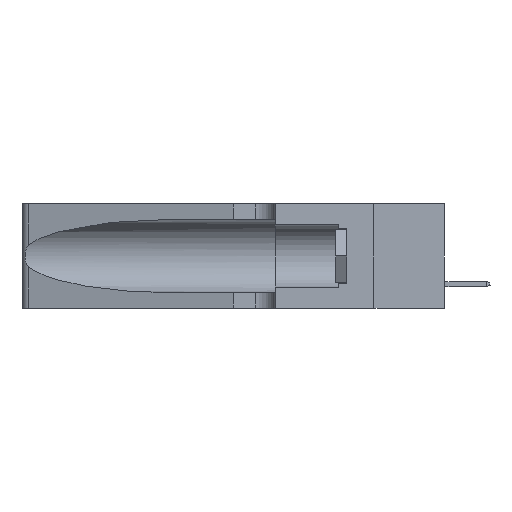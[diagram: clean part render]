
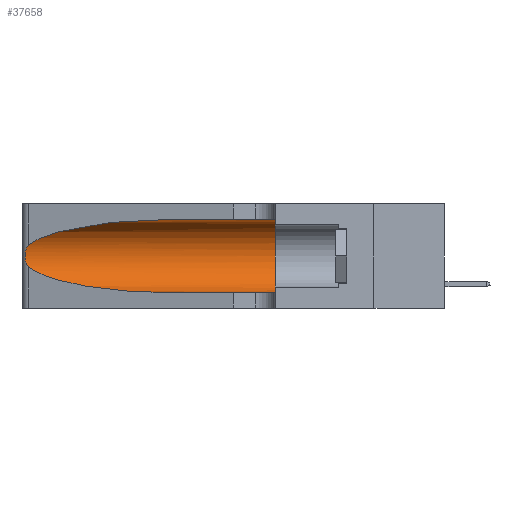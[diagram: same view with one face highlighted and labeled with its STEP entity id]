
A CAD part, left-side view. The second image highlights one B-rep face of the part: STEP entity #37658.
In plain terms, the highlighted cylindrical face has radius 3.308 mm (diameter 6.617 mm), a partial arc.
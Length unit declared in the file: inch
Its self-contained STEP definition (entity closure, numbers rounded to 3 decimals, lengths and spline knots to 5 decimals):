
#208 = FACE_OUTER_BOUND ( 'NONE', #41544, .T. ) ;
#1766 = ORIENTED_EDGE ( 'NONE', *, *, #30239, .T. ) ;
#2918 = DIRECTION ( 'NONE',  ( 0., 1., 0. ) ) ;
#4497 = CARTESIAN_POINT ( 'NONE',  ( 0.25487, 1.22718, 0.14631 ) ) ;
#5033 = ORIENTED_EDGE ( 'NONE', *, *, #30828, .T. ) ;
#5598 = B_SPLINE_CURVE_WITH_KNOTS ( 'NONE', 3,
 ( #35614, #29848, #12169, #10039, #36032, #13732, #24904, #11318, #36837, #33392, #22446, #37467, #14512, #4497 ),
 .UNSPECIFIED., .F., .F.,
 ( 4, 2, 2, 2, 2, 2, 4 ),
 ( 0., 0.00027, 0.00053, 0.00107, 0.0016, 0.00187, 0.00214 ),
 .UNSPECIFIED. ) ;
#5984 = CARTESIAN_POINT ( 'NONE',  ( 0.25487, 1.22718, 0.22369 ) ) ;
#6031 = VERTEX_POINT ( 'NONE', #23502 ) ;
#6965 = AXIS2_PLACEMENT_3D ( 'NONE', #33111, #2918, #7460 ) ;
#7187 = EDGE_CURVE ( 'NONE', #41662, #35115, #23533, .T. ) ;
#7460 = DIRECTION ( 'NONE',  ( 0., 0., 1. ) ) ;
#8441 = DIRECTION ( 'NONE',  ( 0., 0., -1. ) ) ;
#8912 = LINE ( 'NONE', #23996, #20500 ) ;
#9961 = LINE ( 'NONE', #20076, #43024 ) ;
#10039 = CARTESIAN_POINT ( 'NONE',  ( 0.25787, 1.23484, 0.2124 ) ) ;
#11096 = EDGE_CURVE ( 'NONE', #23202, #13064, #5598, .T. ) ;
#11318 = CARTESIAN_POINT ( 'NONE',  ( 0.26075, 1.23896, 0.178 ) ) ;
#12169 = CARTESIAN_POINT ( 'NONE',  ( 0.25639, 1.23184, 0.21858 ) ) ;
#12800 = ORIENTED_EDGE ( 'NONE', *, *, #7187, .F. ) ;
#13064 = VERTEX_POINT ( 'NONE', #43655 ) ;
#13732 = CARTESIAN_POINT ( 'NONE',  ( 0.26018, 1.23835, 0.19895 ) ) ;
#14512 = CARTESIAN_POINT ( 'NONE',  ( 0.25555, 1.22993, 0.14849 ) ) ;
#16317 = DIRECTION ( 'NONE',  ( 0., -1., 0. ) ) ;
#18790 = EDGE_CURVE ( 'NONE', #6031, #35115, #8912, .T. ) ;
#20076 = CARTESIAN_POINT ( 'NONE',  ( 0.1305, 1.61858, 0.31525 ) ) ;
#20121 = VERTEX_POINT ( 'NONE', #34720 ) ;
#20500 = VECTOR ( 'NONE', #35282, 39.37008 ) ;
#21285 = AXIS2_PLACEMENT_3D ( 'NONE', #41967, #23140, #8441 ) ;
#22446 = CARTESIAN_POINT ( 'NONE',  ( 0.25789, 1.23486, 0.15765 ) ) ;
#23140 = DIRECTION ( 'NONE',  ( 0., -1., 0. ) ) ;
#23202 = VERTEX_POINT ( 'NONE', #5984 ) ;
#23502 = CARTESIAN_POINT ( 'NONE',  ( 0.1305, 0.72297, 0.05475 ) ) ;
#23533 = CIRCLE ( 'NONE', #6965, 0.13025 ) ;
#23996 = CARTESIAN_POINT ( 'NONE',  ( 0.1305, 1.61858, 0.05475 ) ) ;
#24289 =( BOUNDED_CURVE ( )  B_SPLINE_CURVE ( 3, ( #42161, #35087, #45860, #34930 ),
 .UNSPECIFIED., .F., .F. ) 
 B_SPLINE_CURVE_WITH_KNOTS ( ( 4, 4 ),
 ( 3.44316, 4.71239 ),
 .UNSPECIFIED. ) 
 CURVE ( )  GEOMETRIC_REPRESENTATION_ITEM ( )  RATIONAL_B_SPLINE_CURVE ( ( 1., 0.87, 0.87, 1. ) ) 
 REPRESENTATION_ITEM ( '' )  );
#24356 = CARTESIAN_POINT ( 'NONE',  ( 0.18966, 0.96281, 0.31525 ) ) ;
#24904 = CARTESIAN_POINT ( 'NONE',  ( 0.26075, 1.23896, 0.19203 ) ) ;
#29848 = CARTESIAN_POINT ( 'NONE',  ( 0.25555, 1.22994, 0.2215 ) ) ;
#30239 = EDGE_CURVE ( 'NONE', #20121, #23202, #47793, .T. ) ;
#30812 = CARTESIAN_POINT ( 'NONE',  ( 0.1305, 0.35, 0.31525 ) ) ;
#30828 = EDGE_CURVE ( 'NONE', #13064, #6031, #24289, .T. ) ;
#31854 = CARTESIAN_POINT ( 'NONE',  ( 0.2373, 1.15595, 0.28018 ) ) ;
#33111 = CARTESIAN_POINT ( 'NONE',  ( 0.1305, 0.35, 0.185 ) ) ;
#33392 = CARTESIAN_POINT ( 'NONE',  ( 0.25856, 1.23593, 0.16098 ) ) ;
#34720 = CARTESIAN_POINT ( 'NONE',  ( 0.1305, 0.72297, 0.31525 ) ) ;
#34930 = CARTESIAN_POINT ( 'NONE',  ( 0.1305, 0.72297, 0.05475 ) ) ;
#35087 = CARTESIAN_POINT ( 'NONE',  ( 0.2373, 1.15595, 0.08982 ) ) ;
#35115 = VERTEX_POINT ( 'NONE', #38056 ) ;
#35282 = DIRECTION ( 'NONE',  ( 0., -1., 0. ) ) ;
#35614 = CARTESIAN_POINT ( 'NONE',  ( 0.25487, 1.22718, 0.22369 ) ) ;
#35793 = CARTESIAN_POINT ( 'NONE',  ( 0.1305, 0.72297, 0.31525 ) ) ;
#36032 = CARTESIAN_POINT ( 'NONE',  ( 0.25854, 1.2359, 0.20912 ) ) ;
#36837 = CARTESIAN_POINT ( 'NONE',  ( 0.26017, 1.23833, 0.17102 ) ) ;
#37467 = CARTESIAN_POINT ( 'NONE',  ( 0.25639, 1.23186, 0.15144 ) ) ;
#37649 = ORIENTED_EDGE ( 'NONE', *, *, #11096, .T. ) ;
#37658 = ADVANCED_FACE ( 'NONE', ( #208 ), #45483, .F. ) ;
#37967 = ORIENTED_EDGE ( 'NONE', *, *, #48016, .F. ) ;
#38056 = CARTESIAN_POINT ( 'NONE',  ( 0.1305, 0.35, 0.05475 ) ) ;
#41544 = EDGE_LOOP ( 'NONE', ( #1766, #37649, #5033, #43113, #12800, #37967 ) ) ;
#41662 = VERTEX_POINT ( 'NONE', #30812 ) ;
#41967 = CARTESIAN_POINT ( 'NONE',  ( 0.1305, 1.61858, 0.185 ) ) ;
#42161 = CARTESIAN_POINT ( 'NONE',  ( 0.25487, 1.22718, 0.14631 ) ) ;
#42543 = CARTESIAN_POINT ( 'NONE',  ( 0.25487, 1.22718, 0.22369 ) ) ;
#43024 = VECTOR ( 'NONE', #16317, 39.37008 ) ;
#43113 = ORIENTED_EDGE ( 'NONE', *, *, #18790, .T. ) ;
#43655 = CARTESIAN_POINT ( 'NONE',  ( 0.25487, 1.22718, 0.14631 ) ) ;
#45483 = CYLINDRICAL_SURFACE ( 'NONE', #21285, 0.13025 ) ;
#45860 = CARTESIAN_POINT ( 'NONE',  ( 0.18966, 0.96281, 0.05475 ) ) ;
#47793 =( BOUNDED_CURVE ( )  B_SPLINE_CURVE ( 3, ( #35793, #24356, #31854, #42543 ),
 .UNSPECIFIED., .F., .T. ) 
 B_SPLINE_CURVE_WITH_KNOTS ( ( 4, 4 ),
 ( 1.5708, 2.84003 ),
 .UNSPECIFIED. ) 
 CURVE ( )  GEOMETRIC_REPRESENTATION_ITEM ( )  RATIONAL_B_SPLINE_CURVE ( ( 1., 0.87, 0.87, 1. ) ) 
 REPRESENTATION_ITEM ( '' )  );
#48016 = EDGE_CURVE ( 'NONE', #20121, #41662, #9961, .T. ) ;
